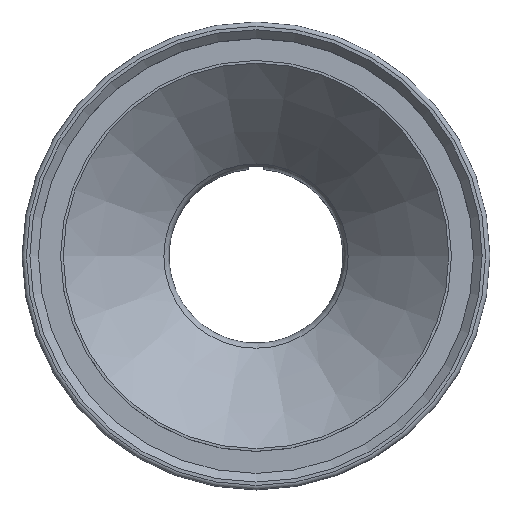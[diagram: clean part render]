
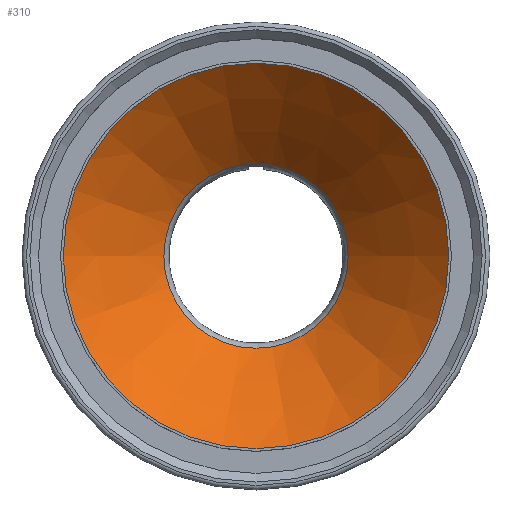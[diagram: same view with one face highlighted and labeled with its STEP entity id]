
A CAD part, top view. The second image highlights one B-rep face of the part: STEP entity #310.
In plain terms, the highlighted conical face has half-angle 45 degrees and reference radius 16.15 mm.
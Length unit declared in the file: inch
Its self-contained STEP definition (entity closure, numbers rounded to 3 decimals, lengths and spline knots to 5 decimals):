
#55=FACE_OUTER_BOUND('',#75,.T.);
#75=EDGE_LOOP('',(#256,#257,#258,#259));
#97=CIRCLE('',#357,0.41873);
#102=CIRCLE('',#364,0.87598);
#125=LINE('',#542,#143);
#143=VECTOR('',#442,0.63583);
#164=VERTEX_POINT('',#531);
#166=VERTEX_POINT('',#540);
#194=EDGE_CURVE('',#164,#164,#97,.T.);
#199=EDGE_CURVE('',#166,#166,#102,.T.);
#200=EDGE_CURVE('',#166,#164,#125,.T.);
#256=ORIENTED_EDGE('',*,*,#199,.T.);
#257=ORIENTED_EDGE('',*,*,#200,.T.);
#258=ORIENTED_EDGE('',*,*,#194,.F.);
#259=ORIENTED_EDGE('',*,*,#200,.F.);
#299=CONICAL_SURFACE('',#363,0.63583,0.785);
#310=ADVANCED_FACE('',(#55),#299,.F.);
#357=AXIS2_PLACEMENT_3D('',#532,#426,#427);
#363=AXIS2_PLACEMENT_3D('',#539,#438,#439);
#364=AXIS2_PLACEMENT_3D('',#541,#440,#441);
#426=DIRECTION('center_axis',(0.,0.,1.));
#427=DIRECTION('ref_axis',(0.,-1.,0.));
#438=DIRECTION('center_axis',(0.,0.,1.));
#439=DIRECTION('ref_axis',(-1.,0.,0.));
#440=DIRECTION('center_axis',(0.,0.,1.));
#441=DIRECTION('ref_axis',(-1.,0.,0.));
#442=DIRECTION('',(-0.707,0.,-0.707));
#531=CARTESIAN_POINT('',(1.40298,0.,1.23566));
#532=CARTESIAN_POINT('Origin',(0.98425,0.,1.23566));
#539=CARTESIAN_POINT('Origin',(0.98425,0.,1.45276));
#540=CARTESIAN_POINT('',(1.86024,0.,1.69291));
#541=CARTESIAN_POINT('Origin',(0.98425,0.,1.69291));
#542=CARTESIAN_POINT('',(1.62008,0.,1.45276));
